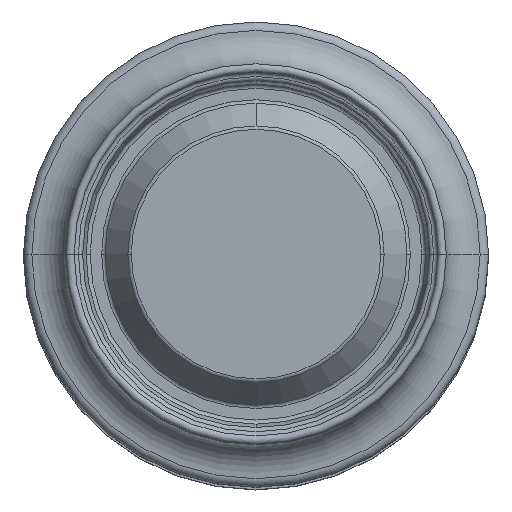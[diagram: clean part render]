
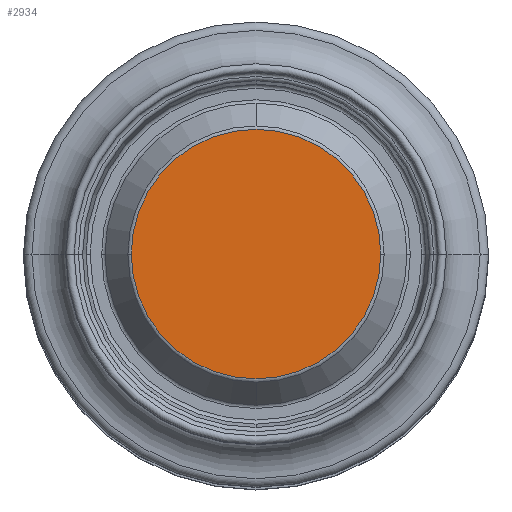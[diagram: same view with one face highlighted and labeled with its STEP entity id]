
A CAD part, top view. The second image highlights one B-rep face of the part: STEP entity #2934.
In plain terms, the highlighted planar face has unit normal (0, 0, 1).
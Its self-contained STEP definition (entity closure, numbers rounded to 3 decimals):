
#555=CARTESIAN_POINT('',(0.,0.,225.));
#556=DIRECTION('',(0.,0.,-1.));
#557=DIRECTION('',(-1.,0.,0.));
#558=AXIS2_PLACEMENT_3D('',#555,#556,#557);
#560=CARTESIAN_POINT('',(0.,0.,225.));
#561=DIRECTION('',(0.,0.,-1.));
#562=DIRECTION('',(1.,0.,0.));
#563=AXIS2_PLACEMENT_3D('',#560,#561,#562);
#2020=CARTESIAN_POINT('',(-14.75,0.,225.));
#2021=VERTEX_POINT('',#2020);
#2022=CARTESIAN_POINT('',(14.75,0.,225.));
#2023=VERTEX_POINT('',#2022);
#2925=CARTESIAN_POINT('',(0.,0.,225.));
#2926=DIRECTION('',(0.,0.,1.));
#2927=DIRECTION('',(0.,1.,0.));
#2928=AXIS2_PLACEMENT_3D('',#2925,#2926,#2927);
#2929=PLANE('',#2928);
#2930=ORIENTED_EDGE('',*,*,#2917,.T.);
#2931=ORIENTED_EDGE('',*,*,#2902,.T.);
#2932=EDGE_LOOP('',(#2930,#2931));
#2933=FACE_OUTER_BOUND('',#2932,.F.);
#559=CIRCLE('',#558,14.75);
#564=CIRCLE('',#563,14.75);
#2902=EDGE_CURVE('',#2023,#2021,#564,.T.);
#2917=EDGE_CURVE('',#2021,#2023,#559,.T.);
#2934=ADVANCED_FACE('',(#2933),#2929,.T.);
